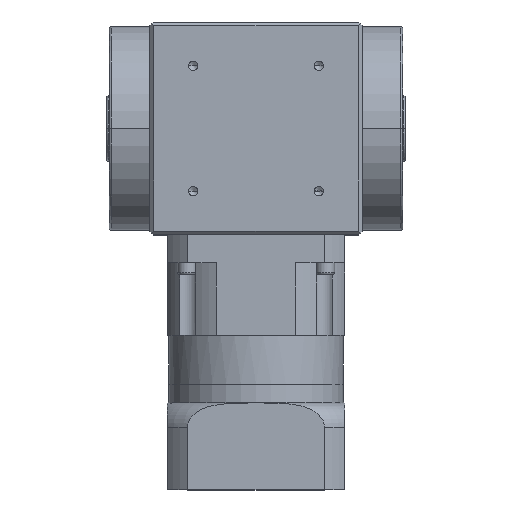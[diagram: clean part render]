
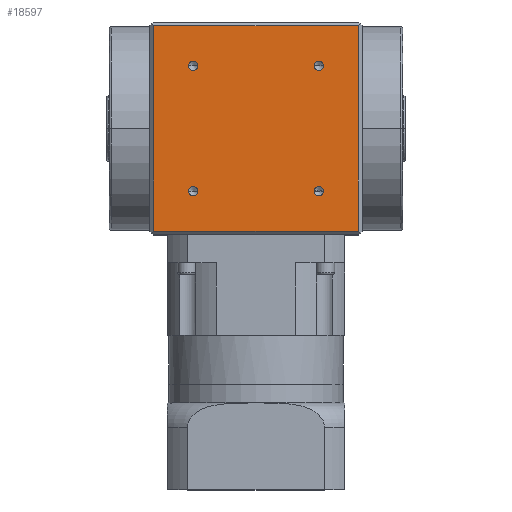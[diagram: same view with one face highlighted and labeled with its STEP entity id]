
A CAD part, top view. The second image highlights one B-rep face of the part: STEP entity #18597.
In plain terms, the highlighted planar face has unit normal (0, 0, 1).
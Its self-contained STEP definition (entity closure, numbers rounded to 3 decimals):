
#164 = CIRCLE ( 'NONE', #17725, 2.5 ) ;
#346 = EDGE_CURVE ( 'NONE', #2909, #15927, #10859, .T. ) ;
#634 = ORIENTED_EDGE ( 'NONE', *, *, #13414, .F. ) ;
#682 = CARTESIAN_POINT ( 'NONE',  ( -33.588, 162.012, 57. ) ) ;
#757 = CARTESIAN_POINT ( 'NONE',  ( -60., 250.1, 57. ) ) ;
#761 = LINE ( 'NONE', #10490, #8055 ) ;
#780 = CARTESIAN_POINT ( 'NONE',  ( 33.588, 229.188, 57. ) ) ;
#824 = CARTESIAN_POINT ( 'NONE',  ( 33.588, 224.188, 57. ) ) ;
#1253 = CARTESIAN_POINT ( 'NONE',  ( -33.588, 226.688, 57. ) ) ;
#1334 = CARTESIAN_POINT ( 'NONE',  ( -54.844, 0., 57. ) ) ;
#1424 = VECTOR ( 'NONE', #13211, 1000. ) ;
#1488 = VERTEX_POINT ( 'NONE', #17408 ) ;
#1736 = CARTESIAN_POINT ( 'NONE',  ( 33.588, 157.012, 57. ) ) ;
#1801 = FACE_BOUND ( 'NONE', #14573, .T. ) ;
#2170 = ORIENTED_EDGE ( 'NONE', *, *, #7393, .F. ) ;
#2307 = DIRECTION ( 'NONE',  ( 0., 1., 0. ) ) ;
#2615 = CIRCLE ( 'NONE', #13667, 2.5 ) ;
#2738 = DIRECTION ( 'NONE',  ( 1., 0., 0. ) ) ;
#2799 = DIRECTION ( 'NONE',  ( 0., -1., 0. ) ) ;
#2861 = DIRECTION ( 'NONE',  ( 0., 0., 1. ) ) ;
#2880 = CARTESIAN_POINT ( 'NONE',  ( 54.844, 248.1, 57. ) ) ;
#2909 = VERTEX_POINT ( 'NONE', #2880 ) ;
#2948 = EDGE_CURVE ( 'NONE', #8703, #8318, #164, .T. ) ;
#3008 = CARTESIAN_POINT ( 'NONE',  ( 33.588, 159.512, 57. ) ) ;
#3192 = EDGE_CURVE ( 'NONE', #18596, #3425, #12336, .T. ) ;
#3205 = VERTEX_POINT ( 'NONE', #6167 ) ;
#3425 = VERTEX_POINT ( 'NONE', #11452 ) ;
#3613 = DIRECTION ( 'NONE',  ( 0., 0., 1. ) ) ;
#3651 = VERTEX_POINT ( 'NONE', #12076 ) ;
#4296 = EDGE_CURVE ( 'NONE', #3425, #18596, #13382, .T. ) ;
#4397 = DIRECTION ( 'NONE',  ( 0., 0., 1. ) ) ;
#4573 = DIRECTION ( 'NONE',  ( 0., -1., 0. ) ) ;
#4666 = DIRECTION ( 'NONE',  ( 0., 0., 1. ) ) ;
#4789 = AXIS2_PLACEMENT_3D ( 'NONE', #13707, #4397, #15254 ) ;
#4834 = CARTESIAN_POINT ( 'NONE',  ( 33.588, 226.688, 57. ) ) ;
#4860 = EDGE_LOOP ( 'NONE', ( #11235, #634, #16378, #18146 ) ) ;
#5031 = EDGE_CURVE ( 'NONE', #15927, #3651, #5558, .T. ) ;
#5071 = VERTEX_POINT ( 'NONE', #824 ) ;
#5453 = FACE_BOUND ( 'NONE', #8783, .T. ) ;
#5558 = LINE ( 'NONE', #8507, #1424 ) ;
#5655 = VECTOR ( 'NONE', #7453, 1000. ) ;
#6167 = CARTESIAN_POINT ( 'NONE',  ( -54.844, 248.1, 57. ) ) ;
#6199 = ORIENTED_EDGE ( 'NONE', *, *, #2948, .F. ) ;
#6411 = DIRECTION ( 'NONE',  ( 0., -1., 0. ) ) ;
#6637 = CARTESIAN_POINT ( 'NONE',  ( -33.588, 229.188, 57. ) ) ;
#7046 = AXIS2_PLACEMENT_3D ( 'NONE', #7614, #18432, #9192 ) ;
#7393 = EDGE_CURVE ( 'NONE', #15699, #5071, #12607, .T. ) ;
#7453 = DIRECTION ( 'NONE',  ( 0., 1., 0. ) ) ;
#7614 = CARTESIAN_POINT ( 'NONE',  ( -33.588, 226.688, 57. ) ) ;
#7859 = AXIS2_PLACEMENT_3D ( 'NONE', #757, #11628, #2307 ) ;
#8047 = DIRECTION ( 'NONE',  ( 0., -1., 0. ) ) ;
#8055 = VECTOR ( 'NONE', #2738, 1000. ) ;
#8067 = AXIS2_PLACEMENT_3D ( 'NONE', #1253, #12152, #2799 ) ;
#8155 = EDGE_CURVE ( 'NONE', #8318, #8703, #2615, .T. ) ;
#8195 = ORIENTED_EDGE ( 'NONE', *, *, #18399, .F. ) ;
#8318 = VERTEX_POINT ( 'NONE', #13042 ) ;
#8507 = CARTESIAN_POINT ( 'NONE',  ( -60., 138.1, 57. ) ) ;
#8662 = ORIENTED_EDGE ( 'NONE', *, *, #4296, .F. ) ;
#8703 = VERTEX_POINT ( 'NONE', #1736 ) ;
#8783 = EDGE_LOOP ( 'NONE', ( #8195, #2170 ) ) ;
#9073 = ORIENTED_EDGE ( 'NONE', *, *, #8155, .F. ) ;
#9192 = DIRECTION ( 'NONE',  ( 0., -1., 0. ) ) ;
#9528 = VERTEX_POINT ( 'NONE', #6637 ) ;
#9591 = FACE_BOUND ( 'NONE', #11413, .T. ) ;
#10273 = CIRCLE ( 'NONE', #7046, 2.5 ) ;
#10490 = CARTESIAN_POINT ( 'NONE',  ( -60., 248.1, 57. ) ) ;
#10859 = LINE ( 'NONE', #16990, #19043 ) ;
#11235 = ORIENTED_EDGE ( 'NONE', *, *, #346, .F. ) ;
#11413 = EDGE_LOOP ( 'NONE', ( #6199, #9073 ) ) ;
#11452 = CARTESIAN_POINT ( 'NONE',  ( -33.588, 157.012, 57. ) ) ;
#11628 = DIRECTION ( 'NONE',  ( 0., 0., -1. ) ) ;
#12076 = CARTESIAN_POINT ( 'NONE',  ( -54.844, 138.1, 57. ) ) ;
#12152 = DIRECTION ( 'NONE',  ( 0., 0., 1. ) ) ;
#12210 = CARTESIAN_POINT ( 'NONE',  ( -33.588, 159.512, 57. ) ) ;
#12336 = CIRCLE ( 'NONE', #17339, 2.5 ) ;
#12607 = CIRCLE ( 'NONE', #4789, 2.5 ) ;
#12925 = EDGE_CURVE ( 'NONE', #3651, #3205, #18003, .T. ) ;
#12941 = CARTESIAN_POINT ( 'NONE',  ( 33.588, 159.512, 57. ) ) ;
#13042 = CARTESIAN_POINT ( 'NONE',  ( 33.588, 162.012, 57. ) ) ;
#13211 = DIRECTION ( 'NONE',  ( -1., 0., 0. ) ) ;
#13248 = FACE_OUTER_BOUND ( 'NONE', #4860, .T. ) ;
#13382 = CIRCLE ( 'NONE', #19553, 2.5 ) ;
#13414 = EDGE_CURVE ( 'NONE', #3205, #2909, #761, .T. ) ;
#13667 = AXIS2_PLACEMENT_3D ( 'NONE', #12941, #3613, #14461 ) ;
#13707 = CARTESIAN_POINT ( 'NONE',  ( 33.588, 226.688, 57. ) ) ;
#13734 = DIRECTION ( 'NONE',  ( 0., -1., 0. ) ) ;
#13865 = CIRCLE ( 'NONE', #8067, 2.5 ) ;
#13899 = DIRECTION ( 'NONE',  ( 0., 0., 1. ) ) ;
#13977 = CARTESIAN_POINT ( 'NONE',  ( -33.588, 159.512, 57. ) ) ;
#14275 = EDGE_CURVE ( 'NONE', #9528, #1488, #10273, .T. ) ;
#14461 = DIRECTION ( 'NONE',  ( 0., -1., 0. ) ) ;
#14573 = EDGE_LOOP ( 'NONE', ( #17493, #16488 ) ) ;
#14659 = PLANE ( 'NONE',  #7859 ) ;
#15126 = EDGE_LOOP ( 'NONE', ( #8662, #16012 ) ) ;
#15254 = DIRECTION ( 'NONE',  ( 0., -1., 0. ) ) ;
#15528 = DIRECTION ( 'NONE',  ( 0., -1., 0. ) ) ;
#15698 = DIRECTION ( 'NONE',  ( 0., 0., 1. ) ) ;
#15699 = VERTEX_POINT ( 'NONE', #780 ) ;
#15851 = EDGE_CURVE ( 'NONE', #1488, #9528, #13865, .T. ) ;
#15927 = VERTEX_POINT ( 'NONE', #16795 ) ;
#16012 = ORIENTED_EDGE ( 'NONE', *, *, #3192, .F. ) ;
#16378 = ORIENTED_EDGE ( 'NONE', *, *, #12925, .F. ) ;
#16488 = ORIENTED_EDGE ( 'NONE', *, *, #14275, .F. ) ;
#16795 = CARTESIAN_POINT ( 'NONE',  ( 54.844, 138.1, 57. ) ) ;
#16879 = CIRCLE ( 'NONE', #16930, 2.5 ) ;
#16930 = AXIS2_PLACEMENT_3D ( 'NONE', #4834, #15698, #6411 ) ;
#16990 = CARTESIAN_POINT ( 'NONE',  ( 54.844, 0., 57. ) ) ;
#17331 = FACE_BOUND ( 'NONE', #15126, .T. ) ;
#17339 = AXIS2_PLACEMENT_3D ( 'NONE', #13977, #4666, #15528 ) ;
#17408 = CARTESIAN_POINT ( 'NONE',  ( -33.588, 224.188, 57. ) ) ;
#17493 = ORIENTED_EDGE ( 'NONE', *, *, #15851, .F. ) ;
#17725 = AXIS2_PLACEMENT_3D ( 'NONE', #3008, #13899, #4573 ) ;
#18003 = LINE ( 'NONE', #1334, #5655 ) ;
#18146 = ORIENTED_EDGE ( 'NONE', *, *, #5031, .F. ) ;
#18399 = EDGE_CURVE ( 'NONE', #5071, #15699, #16879, .T. ) ;
#18432 = DIRECTION ( 'NONE',  ( 0., 0., 1. ) ) ;
#18596 = VERTEX_POINT ( 'NONE', #682 ) ;
#18597 = ADVANCED_FACE ( 'NONE', ( #1801, #5453, #9591, #17331, #13248 ), #14659, .F. ) ;
#19043 = VECTOR ( 'NONE', #8047, 1000. ) ;
#19553 = AXIS2_PLACEMENT_3D ( 'NONE', #12210, #2861, #13734 ) ;
